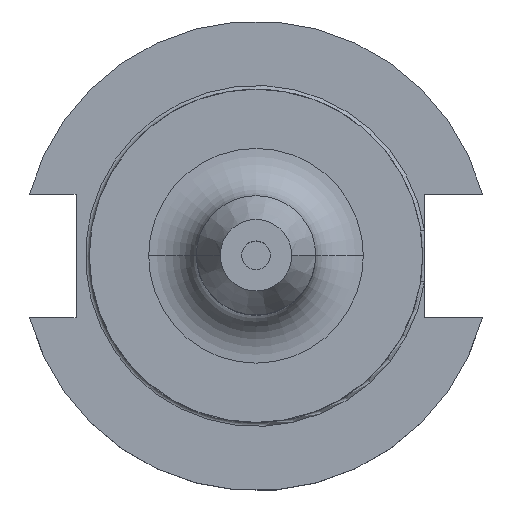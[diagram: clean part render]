
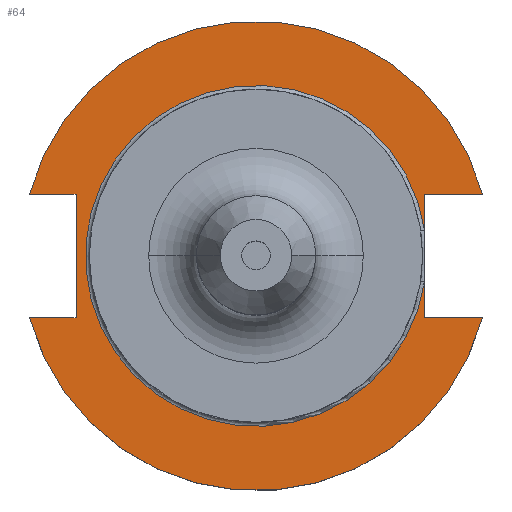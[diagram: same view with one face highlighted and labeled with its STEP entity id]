
A CAD part, top view. The second image highlights one B-rep face of the part: STEP entity #64.
In plain terms, the highlighted planar face has unit normal (0, 0, 1).
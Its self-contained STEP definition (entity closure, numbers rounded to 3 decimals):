
#31 = ORIENTED_EDGE ( 'NONE', *, *, #745, .T. ) ;
#42 = CARTESIAN_POINT ( 'NONE',  ( -63.719, -12.954, 19.05 ) ) ;
#50 = DIRECTION ( 'NONE',  ( 0., -1., 0. ) ) ;
#64 = ADVANCED_FACE ( 'NONE', ( #356 ), #1065, .T. ) ;
#70 = AXIS2_PLACEMENT_3D ( 'NONE', #1375, #1387, #1392 ) ;
#137 = DIRECTION ( 'NONE',  ( -1., 0., 0. ) ) ;
#156 = EDGE_CURVE ( 'NONE', #1036, #692, #1567, .T. ) ;
#172 = CARTESIAN_POINT ( 'NONE',  ( 35.306, 12.954, 19.05 ) ) ;
#188 = EDGE_CURVE ( 'NONE', #913, #1059, #1101, .T. ) ;
#210 = AXIS2_PLACEMENT_3D ( 'NONE', #919, #832, #1092 ) ;
#238 = CARTESIAN_POINT ( 'NONE',  ( 35.306, -5.455, 19.05 ) ) ;
#239 = VERTEX_POINT ( 'NONE', #422 ) ;
#247 = CARTESIAN_POINT ( 'NONE',  ( 35.306, 12.954, 19.05 ) ) ;
#258 = AXIS2_PLACEMENT_3D ( 'NONE', #1520, #957, #979 ) ;
#304 = EDGE_CURVE ( 'NONE', #239, #1059, #1620, .T. ) ;
#325 = VERTEX_POINT ( 'NONE', #384 ) ;
#332 = EDGE_CURVE ( 'NONE', #913, #1434, #891, .T. ) ;
#356 = FACE_OUTER_BOUND ( 'NONE', #1492, .T. ) ;
#384 = CARTESIAN_POINT ( 'NONE',  ( 35.306, -12.954, 19.05 ) ) ;
#409 = VECTOR ( 'NONE', #50, 1000. ) ;
#411 = DIRECTION ( 'NONE',  ( 1., 0., 0. ) ) ;
#422 = CARTESIAN_POINT ( 'NONE',  ( -37.719, 12.954, 19.05 ) ) ;
#427 = ORIENTED_EDGE ( 'NONE', *, *, #1787, .F. ) ;
#447 = EDGE_CURVE ( 'NONE', #325, #493, #1074, .T. ) ;
#493 = VERTEX_POINT ( 'NONE', #1654 ) ;
#502 = VECTOR ( 'NONE', #1631, 1000. ) ;
#509 = LINE ( 'NONE', #1368, #783 ) ;
#516 = VECTOR ( 'NONE', #137, 1000. ) ;
#535 = ORIENTED_EDGE ( 'NONE', *, *, #1559, .F. ) ;
#555 = CARTESIAN_POINT ( 'NONE',  ( 47.477, 12.954, 19.05 ) ) ;
#654 = VECTOR ( 'NONE', #720, 1000. ) ;
#692 = VERTEX_POINT ( 'NONE', #1453 ) ;
#702 = ORIENTED_EDGE ( 'NONE', *, *, #1292, .F. ) ;
#706 = VECTOR ( 'NONE', #411, 1000. ) ;
#720 = DIRECTION ( 'NONE',  ( 0., -1., 0. ) ) ;
#745 = EDGE_CURVE ( 'NONE', #1036, #493, #1147, .T. ) ;
#783 = VECTOR ( 'NONE', #1325, 1000. ) ;
#832 = DIRECTION ( 'NONE',  ( 0., 0., 1. ) ) ;
#872 = ORIENTED_EDGE ( 'NONE', *, *, #156, .F. ) ;
#891 = LINE ( 'NONE', #1199, #516 ) ;
#898 = AXIS2_PLACEMENT_3D ( 'NONE', #997, #1005, #1050 ) ;
#913 = VERTEX_POINT ( 'NONE', #555 ) ;
#919 = CARTESIAN_POINT ( 'NONE',  ( 0., 49.212, 19.05 ) ) ;
#949 = CARTESIAN_POINT ( 'NONE',  ( 35.306, -12.954, 19.05 ) ) ;
#957 = DIRECTION ( 'NONE',  ( 0., 0., 1. ) ) ;
#959 = CARTESIAN_POINT ( 'NONE',  ( 35.306, 12.954, 19.05 ) ) ;
#979 = DIRECTION ( 'NONE',  ( 1., 0., 0. ) ) ;
#997 = CARTESIAN_POINT ( 'NONE',  ( 0., 0., 19.05 ) ) ;
#1005 = DIRECTION ( 'NONE',  ( 0., 0., 1. ) ) ;
#1036 = VERTEX_POINT ( 'NONE', #1182 ) ;
#1050 = DIRECTION ( 'NONE',  ( 1., 0., 0. ) ) ;
#1059 = VERTEX_POINT ( 'NONE', #1373 ) ;
#1065 = PLANE ( 'NONE',  #210 ) ;
#1074 = LINE ( 'NONE', #949, #706 ) ;
#1092 = DIRECTION ( 'NONE',  ( 1., 0., 0. ) ) ;
#1094 = VERTEX_POINT ( 'NONE', #1746 ) ;
#1101 = CIRCLE ( 'NONE', #258, 49.212 ) ;
#1138 = LINE ( 'NONE', #172, #409 ) ;
#1147 = CIRCLE ( 'NONE', #898, 49.212 ) ;
#1182 = CARTESIAN_POINT ( 'NONE',  ( -47.477, -12.954, 19.05 ) ) ;
#1199 = CARTESIAN_POINT ( 'NONE',  ( 35.306, 12.954, 19.05 ) ) ;
#1254 = VECTOR ( 'NONE', #1623, 1000. ) ;
#1292 = EDGE_CURVE ( 'NONE', #1619, #325, #1778, .T. ) ;
#1325 = DIRECTION ( 'NONE',  ( 0., 1., 0. ) ) ;
#1368 = CARTESIAN_POINT ( 'NONE',  ( -37.719, 12.954, 19.05 ) ) ;
#1373 = CARTESIAN_POINT ( 'NONE',  ( -47.477, 12.954, 19.05 ) ) ;
#1375 = CARTESIAN_POINT ( 'NONE',  ( 0., 0., 19.05 ) ) ;
#1387 = DIRECTION ( 'NONE',  ( 0., 0., -1. ) ) ;
#1392 = DIRECTION ( 'NONE',  ( 1., 0., 0. ) ) ;
#1431 = ORIENTED_EDGE ( 'NONE', *, *, #304, .F. ) ;
#1434 = VERTEX_POINT ( 'NONE', #247 ) ;
#1453 = CARTESIAN_POINT ( 'NONE',  ( -37.719, -12.954, 19.05 ) ) ;
#1492 = EDGE_LOOP ( 'NONE', ( #702, #1540, #535, #1605, #1588, #1431, #427, #872, #31, #1723 ) ) ;
#1520 = CARTESIAN_POINT ( 'NONE',  ( 0., 0., 19.05 ) ) ;
#1525 = CIRCLE ( 'NONE', #70, 35.725 ) ;
#1540 = ORIENTED_EDGE ( 'NONE', *, *, #1784, .T. ) ;
#1559 = EDGE_CURVE ( 'NONE', #1434, #1094, #1138, .T. ) ;
#1567 = LINE ( 'NONE', #42, #502 ) ;
#1588 = ORIENTED_EDGE ( 'NONE', *, *, #188, .T. ) ;
#1605 = ORIENTED_EDGE ( 'NONE', *, *, #332, .F. ) ;
#1619 = VERTEX_POINT ( 'NONE', #238 ) ;
#1620 = LINE ( 'NONE', #1783, #1254 ) ;
#1623 = DIRECTION ( 'NONE',  ( -1., 0., 0. ) ) ;
#1631 = DIRECTION ( 'NONE',  ( 1., 0., 0. ) ) ;
#1654 = CARTESIAN_POINT ( 'NONE',  ( 47.477, -12.954, 19.05 ) ) ;
#1723 = ORIENTED_EDGE ( 'NONE', *, *, #447, .F. ) ;
#1746 = CARTESIAN_POINT ( 'NONE',  ( 35.306, 5.455, 19.05 ) ) ;
#1778 = LINE ( 'NONE', #959, #654 ) ;
#1783 = CARTESIAN_POINT ( 'NONE',  ( -63.719, 12.954, 19.05 ) ) ;
#1784 = EDGE_CURVE ( 'NONE', #1619, #1094, #1525, .T. ) ;
#1787 = EDGE_CURVE ( 'NONE', #692, #239, #509, .T. ) ;
